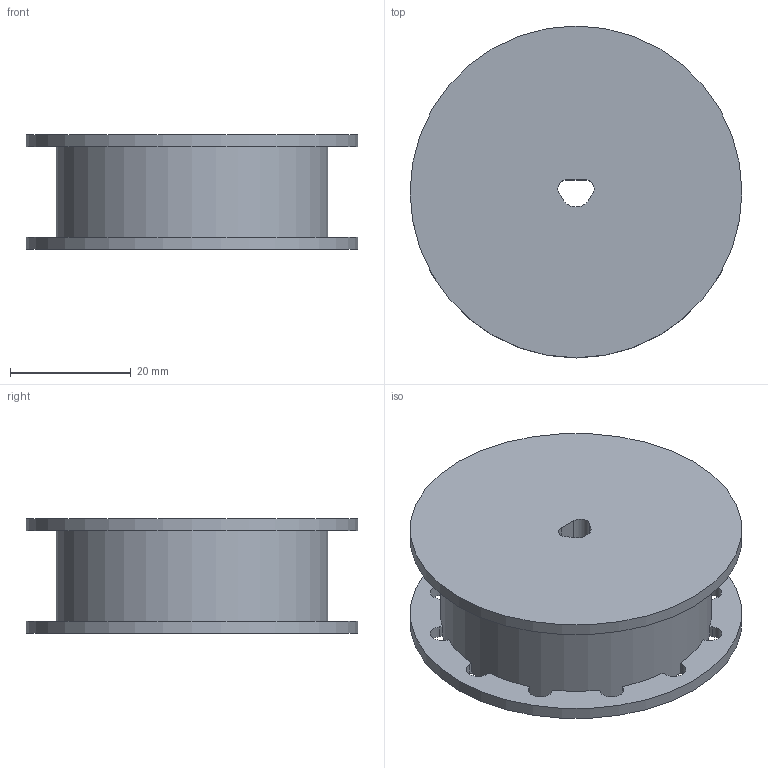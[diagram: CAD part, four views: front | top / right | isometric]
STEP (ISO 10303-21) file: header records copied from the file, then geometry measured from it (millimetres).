
FILE_DESCRIPTION(/* description */ (''),/* implementation_level */ '2;1');
FILE_NAME(/* name */ 'WinderSpool.stp',/* time_stamp */ '2021-01-06T12:48:11-05:00',/* author */ ('elmar'),/* organization */ (''),/* preprocessor_version */ 'ST-DEVELOPER v18.1',/* originating_system */ 'Autodesk Inventor 2021',/* authorisation */ '');
FILE_SCHEMA (('AUTOMOTIVE_DESIGN { 1 0 10303 214 3 1 1 }'));
Length unit declared in the file: millimetre
Products named in the file (1): WinderSpool
Bounding box: 55 x 55 x 19 mm (x, y, z)
Volume: 32764.6 mm3; surface area: 9864.6 mm2
Topology: 2 solids, 2 shells, 60 faces, 170 edges, 115 vertices
Faces by surface type: plane 30, cylinder 30
Full cylindrical faces by diameter (mm): 45 x1, 55 x2
Entity records: 2027 total; most frequent: DIRECTION 357, CARTESIAN_POINT 346, ORIENTED_EDGE 340, EDGE_CURVE 170, AXIS2_PLACEMENT_3D 126, VERTEX_POINT 115, LINE 105, VECTOR 105
